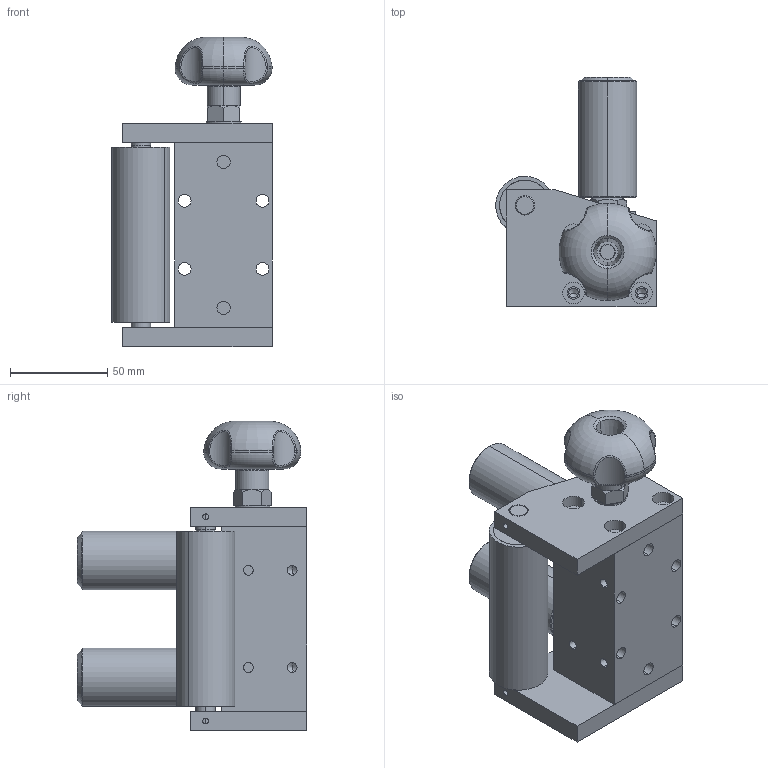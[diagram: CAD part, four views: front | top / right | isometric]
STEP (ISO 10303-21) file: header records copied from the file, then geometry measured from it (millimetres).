
FILE_DESCRIPTION (( 'STEP AP203' ), '1' );
FILE_NAME ('3-400282-02_5943.STEP', '2017-03-23T13:42:11', ( '' ), ( '' ), 'SwSTEP 2.0', 'SolidWorks 2017', '' );
FILE_SCHEMA (( 'CONFIG_CONTROL_DESIGN' ));
Length unit declared in the file: millimetre
Products named in the file (1): 3-400282-02_5943
Bounding box: 82.46 x 118 x 159.08 mm (x, y, z)
Volume: 373739 mm3; surface area: 148436.7 mm2
Topology: 21 solids, 21 shells, 497 faces, 1147 edges, 720 vertices
Faces by surface type: cylinder 227, plane 152, cone 92, torus 18, bspline 8
Entity records: 16452 total; most frequent: CARTESIAN_POINT 4821, DIRECTION 2545, ORIENTED_EDGE 2246, EDGE_CURVE 1123, AXIS2_PLACEMENT_3D 1028, VERTEX_POINT 720, EDGE_LOOP 625, CIRCLE 538
